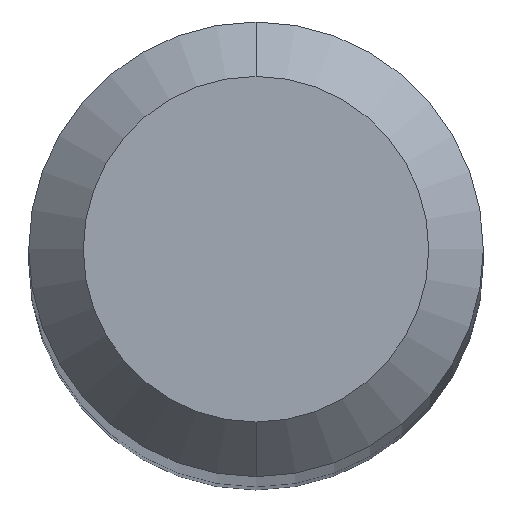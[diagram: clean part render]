
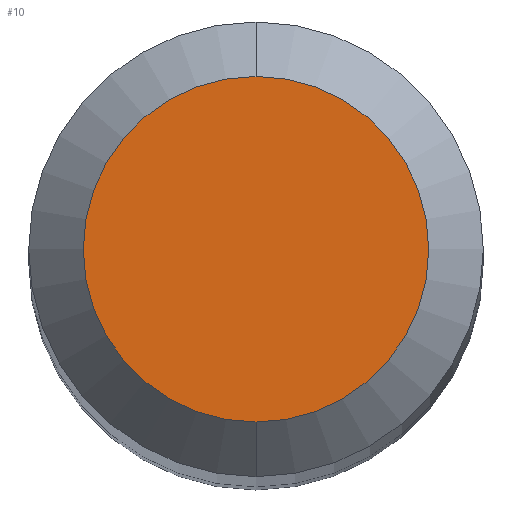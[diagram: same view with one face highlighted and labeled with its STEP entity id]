
A CAD part, top view. The second image highlights one B-rep face of the part: STEP entity #10.
In plain terms, the highlighted planar face has unit normal (0, 0, 1).
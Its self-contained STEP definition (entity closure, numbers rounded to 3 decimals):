
#2 = ORIENTED_EDGE ( 'NONE', *, *, #112, .F. ) ;
#10 = ADVANCED_FACE ( 'NONE', ( #323 ), #12, .F. ) ;
#12 = PLANE ( 'NONE',  #267 ) ;
#39 = CARTESIAN_POINT ( 'NONE',  ( 0., 0., 43. ) ) ;
#43 = CIRCLE ( 'NONE', #322, 0.95 ) ;
#85 = ORIENTED_EDGE ( 'NONE', *, *, #309, .F. ) ;
#87 = VERTEX_POINT ( 'NONE', #249 ) ;
#89 = CARTESIAN_POINT ( 'NONE',  ( 0., 0., 43. ) ) ;
#95 = DIRECTION ( 'NONE',  ( 0., 0., -1. ) ) ;
#99 = CARTESIAN_POINT ( 'NONE',  ( 0., 0., 43. ) ) ;
#112 = EDGE_CURVE ( 'NONE', #87, #190, #43, .T. ) ;
#126 = CARTESIAN_POINT ( 'NONE',  ( 0., 0.95, 43. ) ) ;
#150 = DIRECTION ( 'NONE',  ( 0., 0., -1. ) ) ;
#171 = DIRECTION ( 'NONE',  ( 0., 1., 0. ) ) ;
#190 = VERTEX_POINT ( 'NONE', #126 ) ;
#204 = DIRECTION ( 'NONE',  ( 0., 0., -1. ) ) ;
#225 = DIRECTION ( 'NONE',  ( 0., 1., 0. ) ) ;
#238 = AXIS2_PLACEMENT_3D ( 'NONE', #99, #204, #244 ) ;
#244 = DIRECTION ( 'NONE',  ( 0., 1., 0. ) ) ;
#249 = CARTESIAN_POINT ( 'NONE',  ( 0., -0.95, 43. ) ) ;
#267 = AXIS2_PLACEMENT_3D ( 'NONE', #89, #95, #171 ) ;
#284 = CIRCLE ( 'NONE', #238, 0.95 ) ;
#309 = EDGE_CURVE ( 'NONE', #190, #87, #284, .T. ) ;
#316 = EDGE_LOOP ( 'NONE', ( #85, #2 ) ) ;
#322 = AXIS2_PLACEMENT_3D ( 'NONE', #39, #150, #225 ) ;
#323 = FACE_OUTER_BOUND ( 'NONE', #316, .T. ) ;
